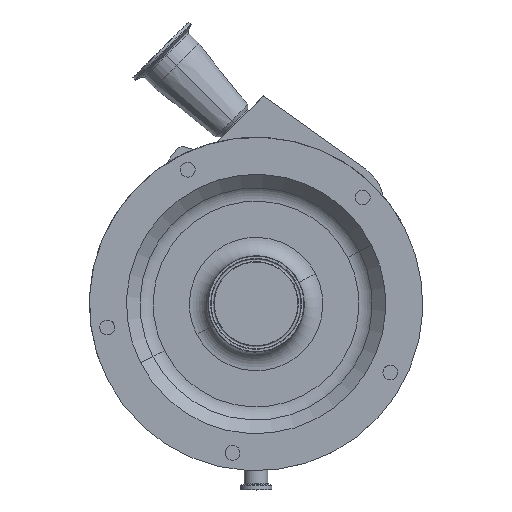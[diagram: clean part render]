
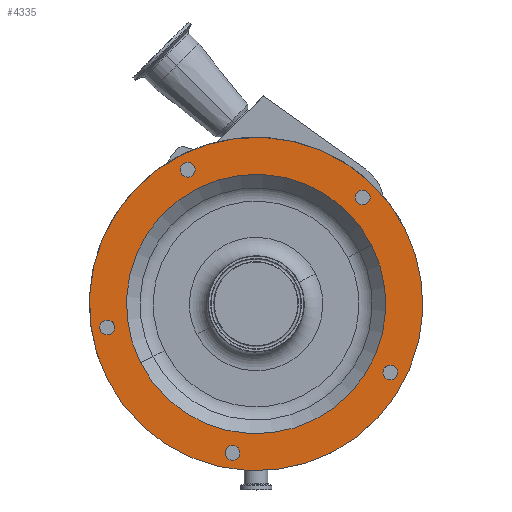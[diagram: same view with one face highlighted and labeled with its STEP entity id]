
A CAD part, top view. The second image highlights one B-rep face of the part: STEP entity #4335.
In plain terms, the highlighted planar face has unit normal (0, 0, 1).
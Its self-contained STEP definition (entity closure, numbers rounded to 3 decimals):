
#90 = CIRCLE ( 'NONE', #5654, 6. ) ;
#180 = DIRECTION ( 'NONE',  ( -0.454, -0.891, 0. ) ) ;
#226 = CARTESIAN_POINT ( 'NONE',  ( 0., 0., 250.5 ) ) ;
#301 = AXIS2_PLACEMENT_3D ( 'NONE', #226, #10928, #8495 ) ;
#331 = FACE_BOUND ( 'NONE', #11322, .T. ) ;
#413 = FACE_BOUND ( 'NONE', #7745, .T. ) ;
#685 = ORIENTED_EDGE ( 'NONE', *, *, #915, .F. ) ;
#817 = CARTESIAN_POINT ( 'NONE',  ( -25.011, -119.559, 250.5 ) ) ;
#915 = EDGE_CURVE ( 'NONE', #9596, #2939, #13220, .T. ) ;
#964 = VERTEX_POINT ( 'NONE', #1885 ) ;
#1093 = VERTEX_POINT ( 'NONE', #2142 ) ;
#1394 = ORIENTED_EDGE ( 'NONE', *, *, #14296, .F. ) ;
#1637 = FACE_BOUND ( 'NONE', #11573, .T. ) ;
#1885 = CARTESIAN_POINT ( 'NONE',  ( -119.559, -25.011, 250.5 ) ) ;
#1911 = CIRCLE ( 'NONE', #8869, 6. ) ;
#2005 = AXIS2_PLACEMENT_3D ( 'NONE', #3389, #11390, #13766 ) ;
#2006 = EDGE_CURVE ( 'NONE', #1093, #2693, #90, .T. ) ;
#2048 = DIRECTION ( 'NONE',  ( 0., 0., 1. ) ) ;
#2070 = EDGE_LOOP ( 'NONE', ( #13521, #11057 ) ) ;
#2142 = CARTESIAN_POINT ( 'NONE',  ( 105.979, -60.733, 250.5 ) ) ;
#2182 = DIRECTION ( 'NONE',  ( 0., 0., 1. ) ) ;
#2337 = AXIS2_PLACEMENT_3D ( 'NONE', #3962, #11970, #14855 ) ;
#2480 = VERTEX_POINT ( 'NONE', #3921 ) ;
#2538 = DIRECTION ( 'NONE',  ( 0., 0., 1. ) ) ;
#2693 = VERTEX_POINT ( 'NONE', #4091 ) ;
#2737 = DIRECTION ( 'NONE',  ( 0.891, 0.454, 0. ) ) ;
#2784 = CIRCLE ( 'NONE', #11947, 6. ) ;
#2939 = VERTEX_POINT ( 'NONE', #15826 ) ;
#3032 = ORIENTED_EDGE ( 'NONE', *, *, #3895, .F. ) ;
#3167 = EDGE_CURVE ( 'NONE', #964, #13052, #15944, .T. ) ;
#3280 = DIRECTION ( 'NONE',  ( 0.891, 0.454, 0. ) ) ;
#3389 = CARTESIAN_POINT ( 'NONE',  ( 86.267, 86.267, 250.5 ) ) ;
#3527 = EDGE_CURVE ( 'NONE', #13052, #964, #12905, .T. ) ;
#3675 = CARTESIAN_POINT ( 'NONE',  ( 0., 0., 250.5 ) ) ;
#3778 = CARTESIAN_POINT ( 'NONE',  ( 0., 0., 250.5 ) ) ;
#3829 = CARTESIAN_POINT ( 'NONE',  ( -121.437, -13.159, 250.5 ) ) ;
#3895 = EDGE_CURVE ( 'NONE', #4188, #12121, #14046, .T. ) ;
#3921 = CARTESIAN_POINT ( 'NONE',  ( 120.286, 61.289, 250.5 ) ) ;
#3962 = CARTESIAN_POINT ( 'NONE',  ( -120.498, -19.085, 250.5 ) ) ;
#4091 = CARTESIAN_POINT ( 'NONE',  ( 111.427, -50.041, 250.5 ) ) ;
#4188 = VERTEX_POINT ( 'NONE', #16173 ) ;
#4249 = VERTEX_POINT ( 'NONE', #5639 ) ;
#4311 = DIRECTION ( 'NONE',  ( 0., 0., 1. ) ) ;
#4333 = DIRECTION ( 'NONE',  ( 0., 0., -1. ) ) ;
#4335 = ADVANCED_FACE ( 'NONE', ( #7017, #331, #1637, #8258, #413, #6935, #15052 ), #11998, .F. ) ;
#4495 = DIRECTION ( 'NONE',  ( -0.454, -0.891, 0. ) ) ;
#4659 = DIRECTION ( 'NONE',  ( 0.891, 0.454, 0. ) ) ;
#4752 = EDGE_CURVE ( 'NONE', #7999, #7759, #7267, .T. ) ;
#4821 = CARTESIAN_POINT ( 'NONE',  ( -93.556, -47.669, 250.5 ) ) ;
#5316 = EDGE_CURVE ( 'NONE', #7759, #7999, #16462, .T. ) ;
#5639 = CARTESIAN_POINT ( 'NONE',  ( -120.286, -61.289, 250.5 ) ) ;
#5654 = AXIS2_PLACEMENT_3D ( 'NONE', #5799, #11106, #4495 ) ;
#5738 = ORIENTED_EDGE ( 'NONE', *, *, #11149, .F. ) ;
#5746 = DIRECTION ( 'NONE',  ( 0., 0., 1. ) ) ;
#5796 = CARTESIAN_POINT ( 'NONE',  ( -55.387, 108.703, 250.5 ) ) ;
#5799 = CARTESIAN_POINT ( 'NONE',  ( 108.703, -55.387, 250.5 ) ) ;
#6180 = DIRECTION ( 'NONE',  ( 0.707, -0.707, 0. ) ) ;
#6649 = EDGE_CURVE ( 'NONE', #4249, #2480, #9077, .T. ) ;
#6935 = FACE_BOUND ( 'NONE', #7921, .T. ) ;
#7017 = FACE_OUTER_BOUND ( 'NONE', #2070, .T. ) ;
#7267 = CIRCLE ( 'NONE', #2005, 6. ) ;
#7349 = DIRECTION ( 'NONE',  ( 0.891, 0.454, 0. ) ) ;
#7430 = DIRECTION ( 'NONE',  ( -0.988, 0.156, 0. ) ) ;
#7437 = DIRECTION ( 'NONE',  ( 0., 0., 1. ) ) ;
#7745 = EDGE_LOOP ( 'NONE', ( #12174, #17160 ) ) ;
#7759 = VERTEX_POINT ( 'NONE', #10189 ) ;
#7796 = CIRCLE ( 'NONE', #301, 105. ) ;
#7859 = CIRCLE ( 'NONE', #15932, 135. ) ;
#7921 = EDGE_LOOP ( 'NONE', ( #685, #14794 ) ) ;
#7999 = VERTEX_POINT ( 'NONE', #10049 ) ;
#8258 = FACE_BOUND ( 'NONE', #9963, .T. ) ;
#8380 = DIRECTION ( 'NONE',  ( -0.988, 0.156, 0. ) ) ;
#8447 = AXIS2_PLACEMENT_3D ( 'NONE', #16507, #16417, #16594 ) ;
#8495 = DIRECTION ( 'NONE',  ( 0.891, 0.454, 0. ) ) ;
#8869 = AXIS2_PLACEMENT_3D ( 'NONE', #10217, #2048, #7430 ) ;
#9077 = CIRCLE ( 'NONE', #16572, 135. ) ;
#9308 = ORIENTED_EDGE ( 'NONE', *, *, #5316, .F. ) ;
#9596 = VERTEX_POINT ( 'NONE', #14614 ) ;
#9645 = DIRECTION ( 'NONE',  ( 0., -1., 0. ) ) ;
#9769 = CIRCLE ( 'NONE', #15050, 6. ) ;
#9963 = EDGE_LOOP ( 'NONE', ( #5738, #12135 ) ) ;
#10036 = ORIENTED_EDGE ( 'NONE', *, *, #2006, .F. ) ;
#10049 = CARTESIAN_POINT ( 'NONE',  ( 82.024, 90.51, 250.5 ) ) ;
#10189 = CARTESIAN_POINT ( 'NONE',  ( 90.51, 82.024, 250.5 ) ) ;
#10217 = CARTESIAN_POINT ( 'NONE',  ( -19.085, -120.498, 250.5 ) ) ;
#10311 = CIRCLE ( 'NONE', #16419, 6. ) ;
#10928 = DIRECTION ( 'NONE',  ( 0., 0., 1. ) ) ;
#10986 = CARTESIAN_POINT ( 'NONE',  ( -19.085, -120.498, 250.5 ) ) ;
#11057 = ORIENTED_EDGE ( 'NONE', *, *, #6649, .T. ) ;
#11106 = DIRECTION ( 'NONE',  ( 0., 0., 1. ) ) ;
#11140 = CARTESIAN_POINT ( 'NONE',  ( 0., 0., 250.5 ) ) ;
#11149 = EDGE_CURVE ( 'NONE', #13866, #14859, #1911, .T. ) ;
#11322 = EDGE_LOOP ( 'NONE', ( #9308, #16351 ) ) ;
#11390 = DIRECTION ( 'NONE',  ( 0., 0., 1. ) ) ;
#11573 = EDGE_LOOP ( 'NONE', ( #10036, #1394 ) ) ;
#11724 = AXIS2_PLACEMENT_3D ( 'NONE', #12259, #4333, #9645 ) ;
#11947 = AXIS2_PLACEMENT_3D ( 'NONE', #10986, #12384, #8380 ) ;
#11970 = DIRECTION ( 'NONE',  ( 0., 0., 1. ) ) ;
#11998 = PLANE ( 'NONE',  #11724 ) ;
#12121 = VERTEX_POINT ( 'NONE', #4821 ) ;
#12135 = ORIENTED_EDGE ( 'NONE', *, *, #12917, .F. ) ;
#12174 = ORIENTED_EDGE ( 'NONE', *, *, #3527, .F. ) ;
#12259 = CARTESIAN_POINT ( 'NONE',  ( -17.706, 34.749, 250.5 ) ) ;
#12384 = DIRECTION ( 'NONE',  ( 0., 0., 1. ) ) ;
#12497 = DIRECTION ( 'NONE',  ( 0.891, 0.454, 0. ) ) ;
#12905 = CIRCLE ( 'NONE', #2337, 6. ) ;
#12917 = EDGE_CURVE ( 'NONE', #14859, #13866, #2784, .T. ) ;
#13052 = VERTEX_POINT ( 'NONE', #3829 ) ;
#13220 = CIRCLE ( 'NONE', #14101, 6. ) ;
#13521 = ORIENTED_EDGE ( 'NONE', *, *, #16267, .T. ) ;
#13766 = DIRECTION ( 'NONE',  ( 0.707, -0.707, 0. ) ) ;
#13796 = CARTESIAN_POINT ( 'NONE',  ( -13.159, -121.437, 250.5 ) ) ;
#13866 = VERTEX_POINT ( 'NONE', #817 ) ;
#13950 = CARTESIAN_POINT ( 'NONE',  ( 86.267, 86.267, 250.5 ) ) ;
#14046 = CIRCLE ( 'NONE', #17079, 105. ) ;
#14101 = AXIS2_PLACEMENT_3D ( 'NONE', #5796, #16326, #3280 ) ;
#14296 = EDGE_CURVE ( 'NONE', #2693, #1093, #10311, .T. ) ;
#14470 = CARTESIAN_POINT ( 'NONE',  ( 108.703, -55.387, 250.5 ) ) ;
#14614 = CARTESIAN_POINT ( 'NONE',  ( -50.041, 111.427, 250.5 ) ) ;
#14675 = EDGE_CURVE ( 'NONE', #12121, #4188, #7796, .T. ) ;
#14685 = EDGE_CURVE ( 'NONE', #2939, #9596, #9769, .T. ) ;
#14794 = ORIENTED_EDGE ( 'NONE', *, *, #14685, .F. ) ;
#14808 = AXIS2_PLACEMENT_3D ( 'NONE', #13950, #2182, #6180 ) ;
#14855 = DIRECTION ( 'NONE',  ( -0.156, 0.988, 0. ) ) ;
#14859 = VERTEX_POINT ( 'NONE', #13796 ) ;
#14918 = ORIENTED_EDGE ( 'NONE', *, *, #14675, .F. ) ;
#15050 = AXIS2_PLACEMENT_3D ( 'NONE', #16402, #4311, #12497 ) ;
#15052 = FACE_BOUND ( 'NONE', #17219, .T. ) ;
#15826 = CARTESIAN_POINT ( 'NONE',  ( -60.733, 105.979, 250.5 ) ) ;
#15932 = AXIS2_PLACEMENT_3D ( 'NONE', #3778, #7437, #7349 ) ;
#15944 = CIRCLE ( 'NONE', #8447, 6. ) ;
#16173 = CARTESIAN_POINT ( 'NONE',  ( 93.556, 47.669, 250.5 ) ) ;
#16267 = EDGE_CURVE ( 'NONE', #2480, #4249, #7859, .T. ) ;
#16326 = DIRECTION ( 'NONE',  ( 0., 0., 1. ) ) ;
#16351 = ORIENTED_EDGE ( 'NONE', *, *, #4752, .F. ) ;
#16402 = CARTESIAN_POINT ( 'NONE',  ( -55.387, 108.703, 250.5 ) ) ;
#16417 = DIRECTION ( 'NONE',  ( 0., 0., 1. ) ) ;
#16419 = AXIS2_PLACEMENT_3D ( 'NONE', #14470, #2538, #180 ) ;
#16462 = CIRCLE ( 'NONE', #14808, 6. ) ;
#16507 = CARTESIAN_POINT ( 'NONE',  ( -120.498, -19.085, 250.5 ) ) ;
#16572 = AXIS2_PLACEMENT_3D ( 'NONE', #3675, #16911, #4659 ) ;
#16594 = DIRECTION ( 'NONE',  ( -0.156, 0.988, 0. ) ) ;
#16911 = DIRECTION ( 'NONE',  ( 0., 0., 1. ) ) ;
#17079 = AXIS2_PLACEMENT_3D ( 'NONE', #11140, #5746, #2737 ) ;
#17160 = ORIENTED_EDGE ( 'NONE', *, *, #3167, .F. ) ;
#17219 = EDGE_LOOP ( 'NONE', ( #3032, #14918 ) ) ;
